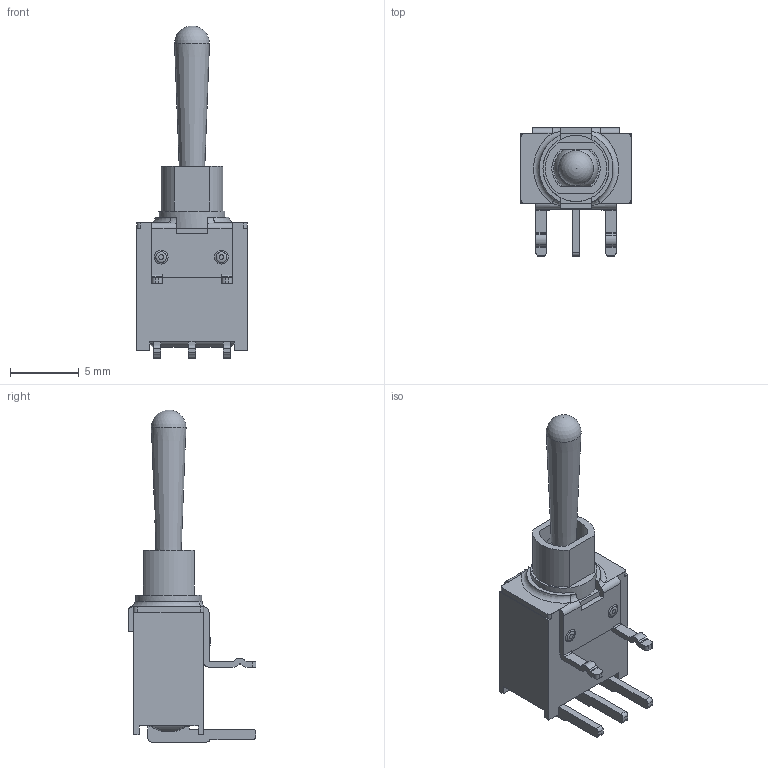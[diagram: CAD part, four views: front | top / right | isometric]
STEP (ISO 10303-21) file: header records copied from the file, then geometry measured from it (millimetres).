
FILE_DESCRIPTION((' '),'2;1');
FILE_NAME('200AWMSPxT1A1M61xE.stp','2017-08-02T14:47:18',(' '),(' '),' ','ACIS',' ');
FILE_SCHEMA(('CONFIG_CONTROL_DESIGN'));
Length unit declared in the file: inch
Products named in the file (1): 200AWMSPxT1A1M61xE.stp
Bounding box: 8.13 x 9.3 x 24.13 mm (x, y, z)
Volume: 479.4 mm3; surface area: 590.4 mm2
Topology: 1 solids, 1 shells, 169 faces, 474 edges, 312 vertices
Faces by surface type: plane 100, cylinder 52, bspline 10, cone 3, torus 2, sphere 2
Full cylindrical faces by diameter (mm): 4.8 x1
Entity records: 5945 total; most frequent: CARTESIAN_POINT 1500, ORIENTED_EDGE 924, DIRECTION 878, EDGE_CURVE 462, VERTEX_POINT 308, VECTOR 302, LINE 302, AXIS2_PLACEMENT_3D 288
